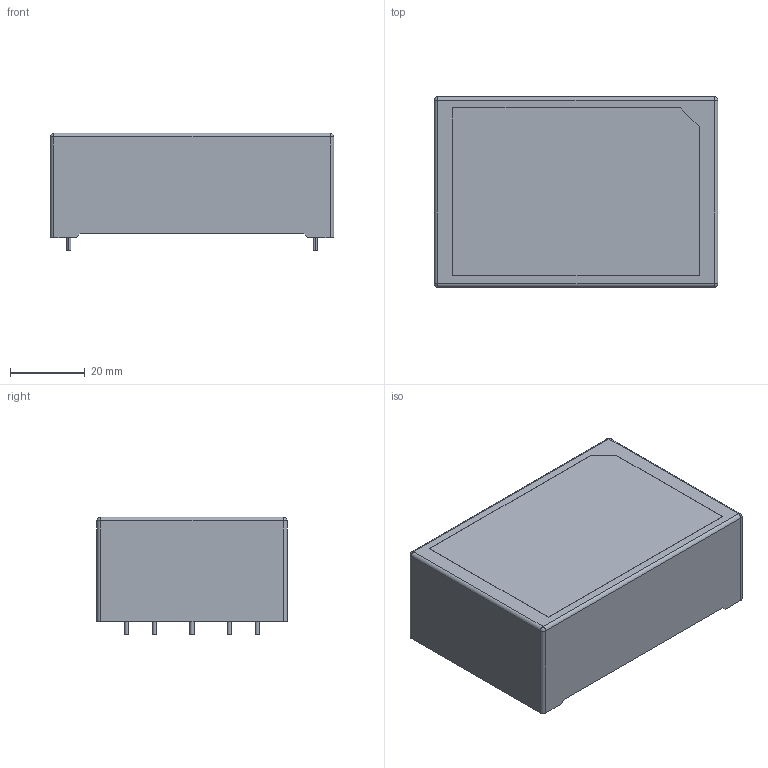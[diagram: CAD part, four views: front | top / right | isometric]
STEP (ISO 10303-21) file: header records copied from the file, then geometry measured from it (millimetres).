
FILE_DESCRIPTION((''),'2;1');
FILE_NAME('PWS_TRACO_TMS25.stp','2014-04-15T13:28:03',(''),(''),'Mechanical Desktop 2011','Mechanical Desktop 2011',', , ');
FILE_SCHEMA(('AUTOMOTIVE_DESIGN { 1 2 10303 214 1 1 1 1 }'));
Length unit declared in the file: millimetre
Products named in the file (1): Product
Bounding box: 76 x 51 x 31.6 mm (x, y, z)
Volume: 104682.5 mm3; surface area: 40773.3 mm2
Topology: 9 solids, 9 shells, 67 faces, 135 edges, 86 vertices
Faces by surface type: plane 43, cylinder 20, sphere 4
Entity records: 1791 total; most frequent: DIRECTION 311, CARTESIAN_POINT 289, ORIENTED_EDGE 270, EDGE_CURVE 135, AXIS2_PLACEMENT_3D 108, VECTOR 95, LINE 95, VERTEX_POINT 86
